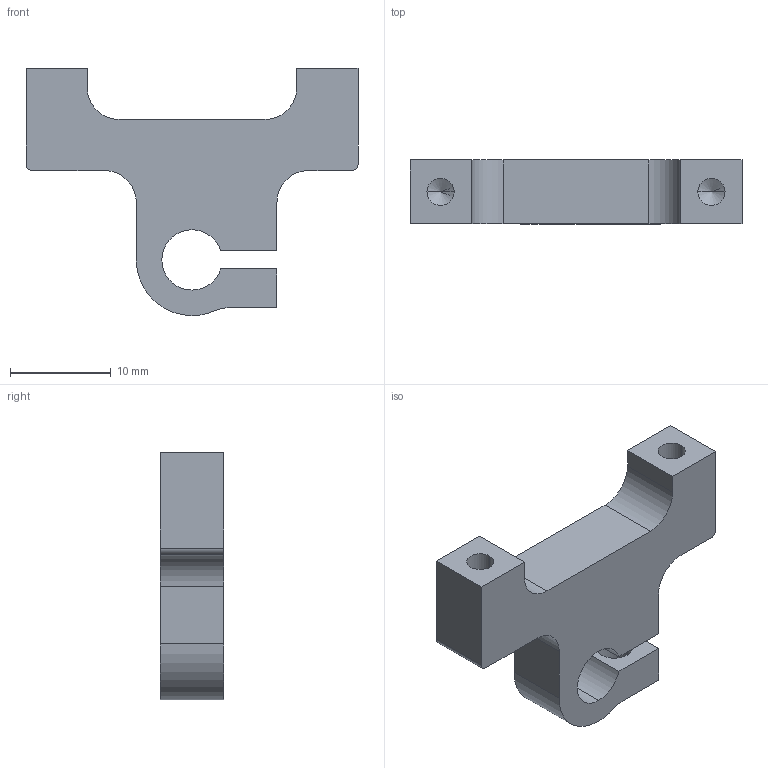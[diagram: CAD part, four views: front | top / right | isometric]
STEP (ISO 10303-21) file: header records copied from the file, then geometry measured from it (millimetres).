
FILE_DESCRIPTION (( 'STEP AP203' ), '1' );
FILE_NAME ('585632.STEP', '2014-07-15T15:47:36', ( 'Kyle' ), ( 'Microsoft' ), 'SwSTEP 2.0', 'SolidWorks 2014', '' );
FILE_SCHEMA (( 'CONFIG_CONTROL_DESIGN' ));
Length unit declared in the file: inch
Products named in the file (1): 585632
Bounding box: 33.02 x 6.35 x 24.59 mm (x, y, z)
Volume: 2296.8 mm3; surface area: 1916.8 mm2
Topology: 1 solids, 1 shells, 45 faces, 123 edges, 77 vertices
Faces by surface type: cylinder 22, plane 17, cone 6
Entity records: 1486 total; most frequent: CARTESIAN_POINT 261, DIRECTION 247, ORIENTED_EDGE 234, EDGE_CURVE 117, AXIS2_PLACEMENT_3D 87, VERTEX_POINT 77, LINE 73, VECTOR 73
